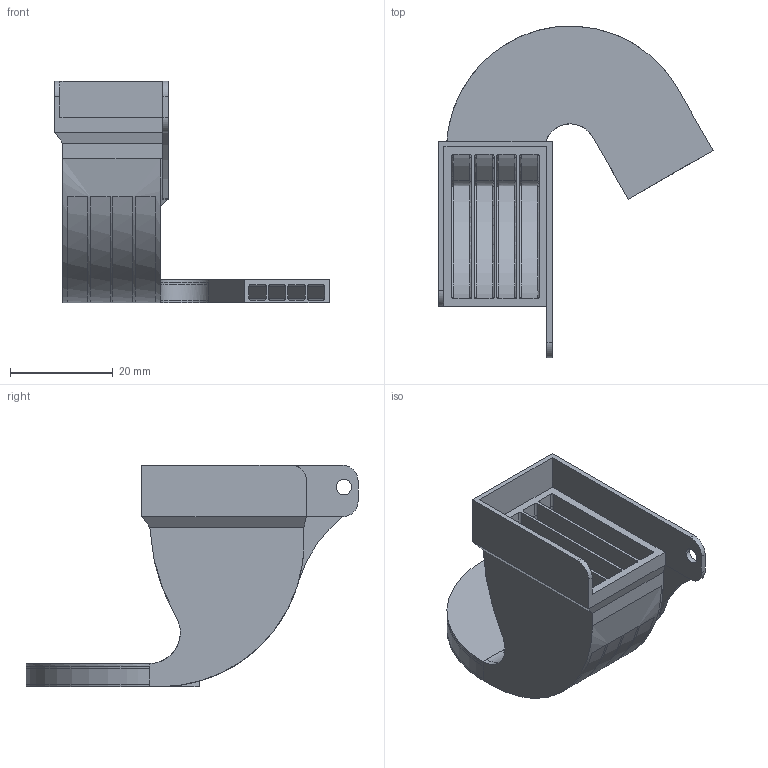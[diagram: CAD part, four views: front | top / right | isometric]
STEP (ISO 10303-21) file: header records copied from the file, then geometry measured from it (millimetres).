
FILE_DESCRIPTION(/* description */ (''),/* implementation_level */ '2;1');
FILE_NAME(/* name */ 'R',/* time_stamp */ '2021-01-16T01:11:28+03:00',/* author */ (''),/* organization */ (''),/* preprocessor_version */ 'ST-DEVELOPER v16.5',/* originating_system */ '',/* authorisation */ '');
FILE_SCHEMA (('AUTOMOTIVE_DESIGN'));
Length unit declared in the file: millimetre
Products named in the file (1): Document
Bounding box: 53.28 x 64.48 x 43 mm (x, y, z)
Surface area: 17791.5 mm2 (no closed solid volume)
Topology: 0 solids, 1 shells, 215 faces, 565 edges, 351 vertices
Faces by surface type: bspline 163, plane 52
Entity records: 11168 total; most frequent: CARTESIAN_POINT 7971, ORIENTED_EDGE 1126, EDGE_CURVE 565, VERTEX_POINT 351, B_SPLINE_CURVE_WITH_KNOTS 296, EDGE_LOOP 225, ADVANCED_FACE 215, FACE_OUTER_BOUND 215
